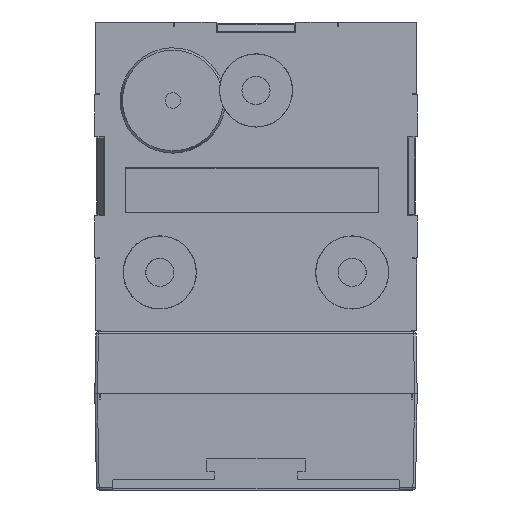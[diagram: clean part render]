
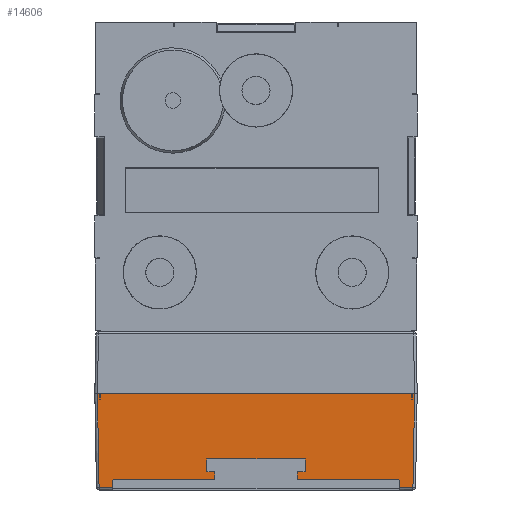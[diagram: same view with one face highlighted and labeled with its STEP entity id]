
A CAD part, front view. The second image highlights one B-rep face of the part: STEP entity #14606.
In plain terms, the highlighted planar face has unit normal (0, -1, -0.018).
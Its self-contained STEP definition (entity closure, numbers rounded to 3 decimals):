
#1241=FACE_OUTER_BOUND('',#2075,.T.);
#2075=EDGE_LOOP('',(#12868,#12869,#12870,#12871,#12872,#12873,#12874,#12875,
#12876,#12877,#12878,#12879,#12880,#12881,#12882,#12883));
#3606=LINE('',#23108,#5372);
#3610=LINE('',#23115,#5376);
#3613=LINE('',#23123,#5379);
#3617=LINE('',#23130,#5383);
#3620=LINE('',#23136,#5386);
#3623=LINE('',#23142,#5389);
#3626=LINE('',#23148,#5392);
#3748=LINE('',#23514,#5514);
#3751=LINE('',#23520,#5517);
#3753=LINE('',#23523,#5519);
#3754=LINE('',#23549,#5520);
#3756=LINE('',#23554,#5522);
#3764=LINE('',#23570,#5530);
#3766=LINE('',#23573,#5532);
#3768=LINE('',#23579,#5534);
#3773=LINE('',#23588,#5539);
#5372=VECTOR('',#18766,10.);
#5376=VECTOR('',#18772,10.);
#5379=VECTOR('',#18777,10.);
#5383=VECTOR('',#18783,10.);
#5386=VECTOR('',#18788,10.);
#5389=VECTOR('',#18793,10.);
#5392=VECTOR('',#18798,10.);
#5514=VECTOR('',#19210,10.);
#5517=VECTOR('',#19215,10.);
#5519=VECTOR('',#19219,10.);
#5520=VECTOR('',#19254,10.);
#5522=VECTOR('',#19260,10.);
#5530=VECTOR('',#19282,10.);
#5532=VECTOR('',#19286,10.);
#5534=VECTOR('',#19294,10.);
#5539=VECTOR('',#19301,10.);
#6816=VERTEX_POINT('',#23105);
#6817=VERTEX_POINT('',#23107);
#6819=VERTEX_POINT('',#23113);
#6822=VERTEX_POINT('',#23120);
#6823=VERTEX_POINT('',#23122);
#6825=VERTEX_POINT('',#23128);
#6827=VERTEX_POINT('',#23134);
#6829=VERTEX_POINT('',#23140);
#6831=VERTEX_POINT('',#23146);
#6905=VERTEX_POINT('',#23480);
#6910=VERTEX_POINT('',#23497);
#6914=VERTEX_POINT('',#23518);
#6915=VERTEX_POINT('',#23525);
#6922=VERTEX_POINT('',#23545);
#6923=VERTEX_POINT('',#23552);
#6924=VERTEX_POINT('',#23568);
#8706=EDGE_CURVE('',#6817,#6816,#3606,.T.);
#8710=EDGE_CURVE('',#6816,#6819,#3610,.T.);
#8713=EDGE_CURVE('',#6823,#6822,#3613,.T.);
#8717=EDGE_CURVE('',#6819,#6825,#3617,.T.);
#8720=EDGE_CURVE('',#6825,#6827,#3620,.T.);
#8723=EDGE_CURVE('',#6827,#6829,#3623,.T.);
#8726=EDGE_CURVE('',#6829,#6831,#3626,.T.);
#8898=EDGE_CURVE('',#6910,#6905,#3748,.T.);
#8901=EDGE_CURVE('',#6831,#6914,#3751,.T.);
#8903=EDGE_CURVE('',#6822,#6817,#3753,.T.);
#8916=EDGE_CURVE('',#6910,#6922,#3754,.T.);
#8919=EDGE_CURVE('',#6922,#6923,#3756,.T.);
#8928=EDGE_CURVE('',#6924,#6915,#3764,.T.);
#8930=EDGE_CURVE('',#6915,#6905,#3766,.T.);
#8932=EDGE_CURVE('',#6924,#6823,#3768,.T.);
#8937=EDGE_CURVE('',#6914,#6923,#3773,.T.);
#12868=ORIENTED_EDGE('',*,*,#8726,.T.);
#12869=ORIENTED_EDGE('',*,*,#8901,.T.);
#12870=ORIENTED_EDGE('',*,*,#8937,.T.);
#12871=ORIENTED_EDGE('',*,*,#8919,.F.);
#12872=ORIENTED_EDGE('',*,*,#8916,.F.);
#12873=ORIENTED_EDGE('',*,*,#8898,.T.);
#12874=ORIENTED_EDGE('',*,*,#8930,.F.);
#12875=ORIENTED_EDGE('',*,*,#8928,.F.);
#12876=ORIENTED_EDGE('',*,*,#8932,.T.);
#12877=ORIENTED_EDGE('',*,*,#8713,.T.);
#12878=ORIENTED_EDGE('',*,*,#8903,.T.);
#12879=ORIENTED_EDGE('',*,*,#8706,.T.);
#12880=ORIENTED_EDGE('',*,*,#8710,.T.);
#12881=ORIENTED_EDGE('',*,*,#8717,.T.);
#12882=ORIENTED_EDGE('',*,*,#8720,.T.);
#12883=ORIENTED_EDGE('',*,*,#8723,.T.);
#13850=PLANE('',#15659);
#14606=ADVANCED_FACE('',(#1241),#13850,.T.);
#15659=AXIS2_PLACEMENT_3D('',#23592,#19306,#19307);
#18766=DIRECTION('',(-1.,0.,0.));
#18772=DIRECTION('',(0.,-0.017,1.));
#18777=DIRECTION('',(1.,0.,0.));
#18783=DIRECTION('',(1.,0.,0.));
#18788=DIRECTION('',(0.,0.017,-1.));
#18793=DIRECTION('',(-1.,0.,0.));
#18798=DIRECTION('',(0.,0.017,-1.));
#19210=DIRECTION('',(-1.,0.,0.));
#19215=DIRECTION('',(1.,0.,0.));
#19219=DIRECTION('',(0.,-0.017,1.));
#19254=DIRECTION('',(-0.017,0.017,-1.));
#19260=DIRECTION('',(-1.,0.,0.));
#19282=DIRECTION('',(-1.,0.,0.));
#19286=DIRECTION('',(-0.017,-0.017,1.));
#19294=DIRECTION('',(0.017,-0.017,1.));
#19301=DIRECTION('',(0.017,0.017,-1.));
#19306=DIRECTION('center_axis',(0.,-1.,-0.017));
#19307=DIRECTION('ref_axis',(0.,0.017,-1.));
#23105=CARTESIAN_POINT('',(-9.467,0.261,3.533));
#23107=CARTESIAN_POINT('',(-7.967,0.261,3.533));
#23108=CARTESIAN_POINT('',(-4.5,0.261,3.533));
#23113=CARTESIAN_POINT('',(-9.467,0.219,5.967));
#23115=CARTESIAN_POINT('',(-9.466,0.275,2.752));
#23120=CARTESIAN_POINT('',(-7.966,0.288,2.));
#23122=CARTESIAN_POINT('',(-27.5,0.288,2.));
#23123=CARTESIAN_POINT('',(13.75,0.288,2.));
#23128=CARTESIAN_POINT('',(9.467,0.219,5.967));
#23130=CARTESIAN_POINT('',(4.5,0.219,5.967));
#23134=CARTESIAN_POINT('',(9.467,0.261,3.533));
#23136=CARTESIAN_POINT('',(9.466,0.288,2.002));
#23140=CARTESIAN_POINT('',(7.967,0.261,3.533));
#23142=CARTESIAN_POINT('',(3.75,0.261,3.533));
#23146=CARTESIAN_POINT('',(7.966,0.288,2.));
#23148=CARTESIAN_POINT('',(7.966,0.305,1.003));
#23480=CARTESIAN_POINT('',(-30.5,0.,18.5));
#23497=CARTESIAN_POINT('',(30.5,0.,18.5));
#23514=CARTESIAN_POINT('',(-31.,0.,18.5));
#23518=CARTESIAN_POINT('',(27.5,0.288,2.));
#23520=CARTESIAN_POINT('',(13.75,0.288,2.));
#23523=CARTESIAN_POINT('',(-7.966,0.288,2.002));
#23525=CARTESIAN_POINT('',(-30.186,0.314,0.491));
#23545=CARTESIAN_POINT('',(30.186,0.314,0.491));
#23549=CARTESIAN_POINT('',(30.139,0.361,-2.172));
#23552=CARTESIAN_POINT('',(27.526,0.314,0.491));
#23554=CARTESIAN_POINT('',(0.,0.314,0.491));
#23568=CARTESIAN_POINT('',(-27.526,0.314,0.491));
#23570=CARTESIAN_POINT('',(0.,0.314,0.491));
#23573=CARTESIAN_POINT('',(-30.173,0.327,-0.253));
#23579=CARTESIAN_POINT('',(-27.513,0.301,1.244));
#23588=CARTESIAN_POINT('',(27.531,0.319,0.245));
#23592=CARTESIAN_POINT('Origin',(0.,0.323,0.003));
